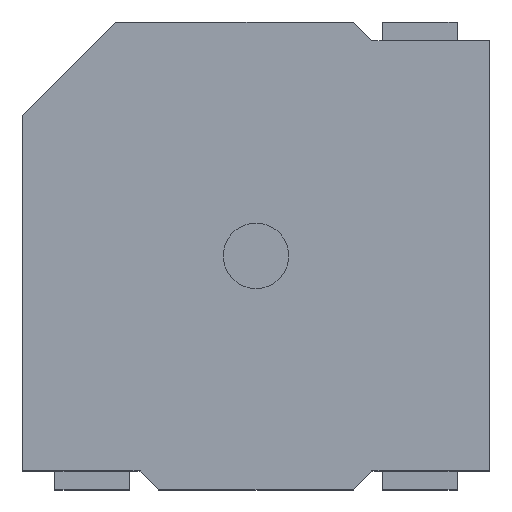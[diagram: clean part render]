
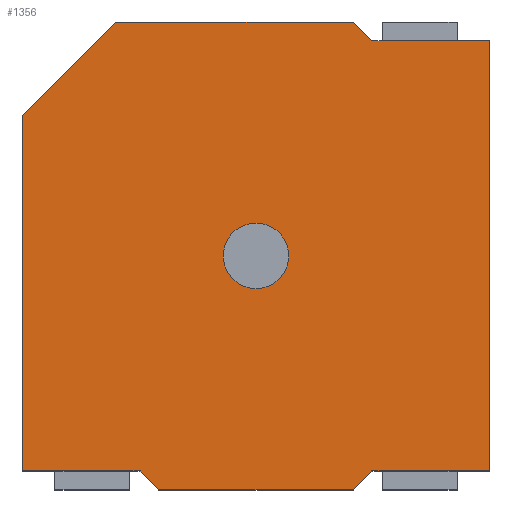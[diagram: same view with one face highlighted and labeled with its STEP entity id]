
A CAD part, top view. The second image highlights one B-rep face of the part: STEP entity #1356.
In plain terms, the highlighted planar face has unit normal (0, 0, 1).
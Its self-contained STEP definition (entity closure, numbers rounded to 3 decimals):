
#3 = LINE ( 'NONE', #174, #260 ) ;
#18 = CARTESIAN_POINT ( 'NONE',  ( -0.35, 0., 2. ) ) ;
#28 = EDGE_CURVE ( 'NONE', #62, #676, #923, .T. ) ;
#62 = VERTEX_POINT ( 'NONE', #651 ) ;
#70 = EDGE_CURVE ( 'NONE', #1787, #1132, #1444, .T. ) ;
#84 = VECTOR ( 'NONE', #1445, 1000. ) ;
#105 = VECTOR ( 'NONE', #1282, 1000. ) ;
#117 = CARTESIAN_POINT ( 'NONE',  ( -1.24, -2.3, 2. ) ) ;
#168 = ORIENTED_EDGE ( 'NONE', *, *, #1104, .F. ) ;
#169 = LINE ( 'NONE', #117, #1353 ) ;
#174 = CARTESIAN_POINT ( 'NONE',  ( 2.5, 2.3, 2. ) ) ;
#227 = CARTESIAN_POINT ( 'NONE',  ( -1.5, 2.5, 2. ) ) ;
#235 = EDGE_CURVE ( 'NONE', #520, #522, #1162, .T. ) ;
#245 = VECTOR ( 'NONE', #643, 1000. ) ;
#260 = VECTOR ( 'NONE', #1158, 1000. ) ;
#262 = CARTESIAN_POINT ( 'NONE',  ( 3.125, -2.5, 2. ) ) ;
#278 = CARTESIAN_POINT ( 'NONE',  ( 3.125, 3.125, 2. ) ) ;
#319 = CARTESIAN_POINT ( 'NONE',  ( 2.5, 3.125, 2. ) ) ;
#344 = EDGE_CURVE ( 'NONE', #1110, #1132, #1036, .T. ) ;
#345 = FACE_OUTER_BOUND ( 'NONE', #359, .T. ) ;
#359 = EDGE_LOOP ( 'NONE', ( #1473, #535, #947, #1160, #1206, #168, #360, #1553, #1359, #1035, #1156 ) ) ;
#360 = ORIENTED_EDGE ( 'NONE', *, *, #28, .F. ) ;
#366 = VECTOR ( 'NONE', #885, 1000. ) ;
#402 = VECTOR ( 'NONE', #1044, 1000. ) ;
#403 = LINE ( 'NONE', #477, #366 ) ;
#416 = VERTEX_POINT ( 'NONE', #1740 ) ;
#431 = CARTESIAN_POINT ( 'NONE',  ( 1.24, 2.3, 2. ) ) ;
#439 = CARTESIAN_POINT ( 'NONE',  ( 0., 0., 2. ) ) ;
#452 = CIRCLE ( 'NONE', #1240, 0.35 ) ;
#467 = CARTESIAN_POINT ( 'NONE',  ( -2.5, 1.5, 2. ) ) ;
#472 = DIRECTION ( 'NONE',  ( -1., 0., 0. ) ) ;
#476 = CIRCLE ( 'NONE', #1096, 0.35 ) ;
#477 = CARTESIAN_POINT ( 'NONE',  ( 1.04, -2.5, 2. ) ) ;
#481 = EDGE_CURVE ( 'NONE', #576, #416, #3, .T. ) ;
#502 = EDGE_CURVE ( 'NONE', #1787, #522, #1350, .T. ) ;
#519 = DIRECTION ( 'NONE',  ( -1., 0., 0. ) ) ;
#520 = VERTEX_POINT ( 'NONE', #1775 ) ;
#522 = VERTEX_POINT ( 'NONE', #227 ) ;
#535 = ORIENTED_EDGE ( 'NONE', *, *, #70, .T. ) ;
#576 = VERTEX_POINT ( 'NONE', #431 ) ;
#592 = DIRECTION ( 'NONE',  ( 0., 0., -1. ) ) ;
#594 = ORIENTED_EDGE ( 'NONE', *, *, #1666, .T. ) ;
#598 = DIRECTION ( 'NONE',  ( 1., 0., 0. ) ) ;
#616 = CARTESIAN_POINT ( 'NONE',  ( 3.125, 2.5, 2. ) ) ;
#635 = CARTESIAN_POINT ( 'NONE',  ( 1.04, -2.5, 2. ) ) ;
#643 = DIRECTION ( 'NONE',  ( -1., 0., 0. ) ) ;
#649 = ORIENTED_EDGE ( 'NONE', *, *, #663, .T. ) ;
#651 = CARTESIAN_POINT ( 'NONE',  ( 2.5, -2.3, 2. ) ) ;
#653 = EDGE_CURVE ( 'NONE', #1515, #1499, #1665, .T. ) ;
#663 = EDGE_CURVE ( 'NONE', #666, #718, #452, .T. ) ;
#666 = VERTEX_POINT ( 'NONE', #1168 ) ;
#672 = FACE_BOUND ( 'NONE', #825, .T. ) ;
#676 = VERTEX_POINT ( 'NONE', #1306 ) ;
#715 = CARTESIAN_POINT ( 'NONE',  ( 0., 0., 2. ) ) ;
#718 = VERTEX_POINT ( 'NONE', #18 ) ;
#734 = CARTESIAN_POINT ( 'NONE',  ( -2.5, 3.125, 2. ) ) ;
#743 = CARTESIAN_POINT ( 'NONE',  ( -1.5, 2.5, 2. ) ) ;
#780 = LINE ( 'NONE', #1465, #402 ) ;
#825 = EDGE_LOOP ( 'NONE', ( #594, #649 ) ) ;
#844 = DIRECTION ( 'NONE',  ( -1., 0., 0. ) ) ;
#872 = DIRECTION ( 'NONE',  ( 0., 1., 0. ) ) ;
#885 = DIRECTION ( 'NONE',  ( -0.707, -0.707, 0. ) ) ;
#923 = LINE ( 'NONE', #1070, #1636 ) ;
#947 = ORIENTED_EDGE ( 'NONE', *, *, #344, .F. ) ;
#962 = VECTOR ( 'NONE', #1453, 1000. ) ;
#1035 = ORIENTED_EDGE ( 'NONE', *, *, #1506, .F. ) ;
#1036 = LINE ( 'NONE', #1340, #245 ) ;
#1044 = DIRECTION ( 'NONE',  ( 0.707, -0.707, 0. ) ) ;
#1049 = CARTESIAN_POINT ( 'NONE',  ( -1.04, -2.5, 2. ) ) ;
#1070 = CARTESIAN_POINT ( 'NONE',  ( 1.24, -2.3, 2. ) ) ;
#1096 = AXIS2_PLACEMENT_3D ( 'NONE', #715, #1696, #844 ) ;
#1104 = EDGE_CURVE ( 'NONE', #676, #1499, #403, .T. ) ;
#1108 = DIRECTION ( 'NONE',  ( -0.707, 0.707, 0. ) ) ;
#1110 = VERTEX_POINT ( 'NONE', #1730 ) ;
#1126 = AXIS2_PLACEMENT_3D ( 'NONE', #278, #1400, #598 ) ;
#1132 = VERTEX_POINT ( 'NONE', #1167 ) ;
#1156 = ORIENTED_EDGE ( 'NONE', *, *, #235, .T. ) ;
#1158 = DIRECTION ( 'NONE',  ( 1., 0., 0. ) ) ;
#1160 = ORIENTED_EDGE ( 'NONE', *, *, #1626, .F. ) ;
#1162 = LINE ( 'NONE', #616, #84 ) ;
#1167 = CARTESIAN_POINT ( 'NONE',  ( -2.5, -2.3, 2. ) ) ;
#1168 = CARTESIAN_POINT ( 'NONE',  ( 0.35, 0., 2. ) ) ;
#1206 = ORIENTED_EDGE ( 'NONE', *, *, #653, .T. ) ;
#1240 = AXIS2_PLACEMENT_3D ( 'NONE', #439, #592, #472 ) ;
#1282 = DIRECTION ( 'NONE',  ( 1., 0., 0. ) ) ;
#1306 = CARTESIAN_POINT ( 'NONE',  ( 1.24, -2.3, 2. ) ) ;
#1331 = VECTOR ( 'NONE', #872, 1000. ) ;
#1340 = CARTESIAN_POINT ( 'NONE',  ( -2.5, -2.3, 2. ) ) ;
#1350 = LINE ( 'NONE', #743, #962 ) ;
#1353 = VECTOR ( 'NONE', #1108, 1000. ) ;
#1356 = ADVANCED_FACE ( 'NONE', ( #672, #345 ), #1831, .T. ) ;
#1359 = ORIENTED_EDGE ( 'NONE', *, *, #481, .F. ) ;
#1385 = EDGE_CURVE ( 'NONE', #62, #416, #1700, .T. ) ;
#1400 = DIRECTION ( 'NONE',  ( 0., 0., 1. ) ) ;
#1424 = DIRECTION ( 'NONE',  ( 0., -1., 0. ) ) ;
#1444 = LINE ( 'NONE', #734, #1827 ) ;
#1445 = DIRECTION ( 'NONE',  ( -1., 0., 0. ) ) ;
#1453 = DIRECTION ( 'NONE',  ( 0.707, 0.707, 0. ) ) ;
#1465 = CARTESIAN_POINT ( 'NONE',  ( 1.24, 2.3, 2. ) ) ;
#1473 = ORIENTED_EDGE ( 'NONE', *, *, #502, .F. ) ;
#1499 = VERTEX_POINT ( 'NONE', #635 ) ;
#1506 = EDGE_CURVE ( 'NONE', #520, #576, #780, .T. ) ;
#1515 = VERTEX_POINT ( 'NONE', #1049 ) ;
#1553 = ORIENTED_EDGE ( 'NONE', *, *, #1385, .T. ) ;
#1626 = EDGE_CURVE ( 'NONE', #1515, #1110, #169, .T. ) ;
#1636 = VECTOR ( 'NONE', #519, 1000. ) ;
#1665 = LINE ( 'NONE', #262, #105 ) ;
#1666 = EDGE_CURVE ( 'NONE', #718, #666, #476, .T. ) ;
#1696 = DIRECTION ( 'NONE',  ( 0., 0., -1. ) ) ;
#1700 = LINE ( 'NONE', #319, #1331 ) ;
#1730 = CARTESIAN_POINT ( 'NONE',  ( -1.24, -2.3, 2. ) ) ;
#1740 = CARTESIAN_POINT ( 'NONE',  ( 2.5, 2.3, 2. ) ) ;
#1775 = CARTESIAN_POINT ( 'NONE',  ( 1.04, 2.5, 2. ) ) ;
#1787 = VERTEX_POINT ( 'NONE', #467 ) ;
#1827 = VECTOR ( 'NONE', #1424, 1000. ) ;
#1831 = PLANE ( 'NONE',  #1126 ) ;
